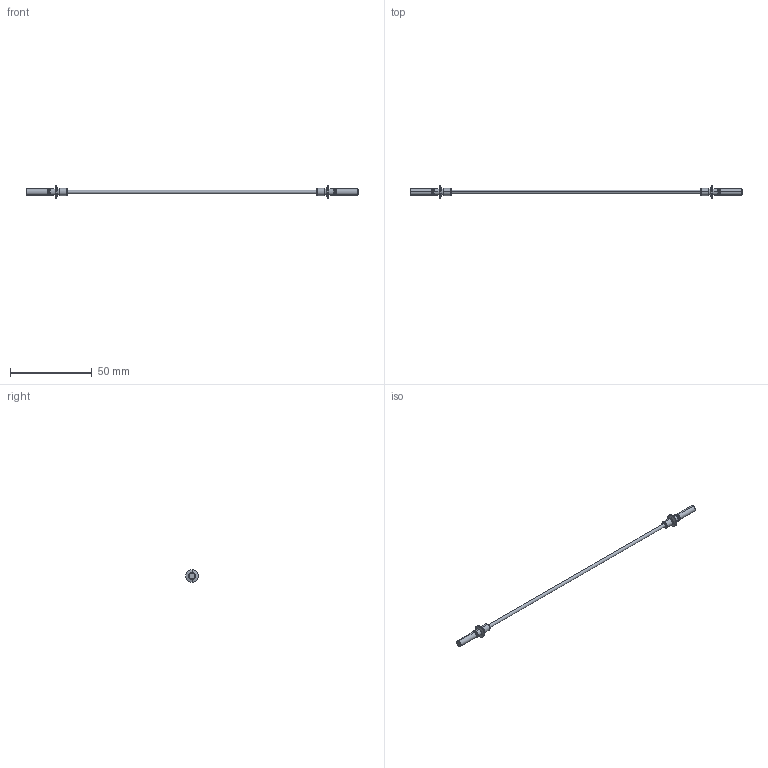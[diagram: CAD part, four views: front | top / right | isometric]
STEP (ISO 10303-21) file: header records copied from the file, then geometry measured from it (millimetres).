
FILE_DESCRIPTION (( 'STEP AP214' ), '1' );
FILE_NAME ('FOS-HFBR.STEP', '2010-09-07T13:01:11', ( 'x' ), ( 'Microsoft' ), 'SwSTEP 2.0', 'SolidWorks 2010', '' );
FILE_SCHEMA (( 'AUTOMOTIVE_DESIGN' ));
Length unit declared in the file: inch
Products named in the file (3): MY CABLE SINGLE; 1AF07-005; FOS-HFBR
Assembly tree (3 placements, depth 2):
  FOS-HFBR
    1AF07-005  x2
    MY CABLE SINGLE
Bounding box: 203.2 x 7.62 x 7.62 mm (x, y, z)
Volume: 1261.1 mm3; surface area: 1874.3 mm2
Topology: 3 solids, 3 shells, 60 faces, 114 edges, 64 vertices
Faces by surface type: cylinder 30, cone 20, plane 10
Entity records: 1030 total; most frequent: DIRECTION 170, CARTESIAN_POINT 132, ORIENTED_EDGE 120, AXIS2_PLACEMENT_3D 72, EDGE_CURVE 60, VERTEX_POINT 34, EDGE_LOOP 34, CIRCLE 34
